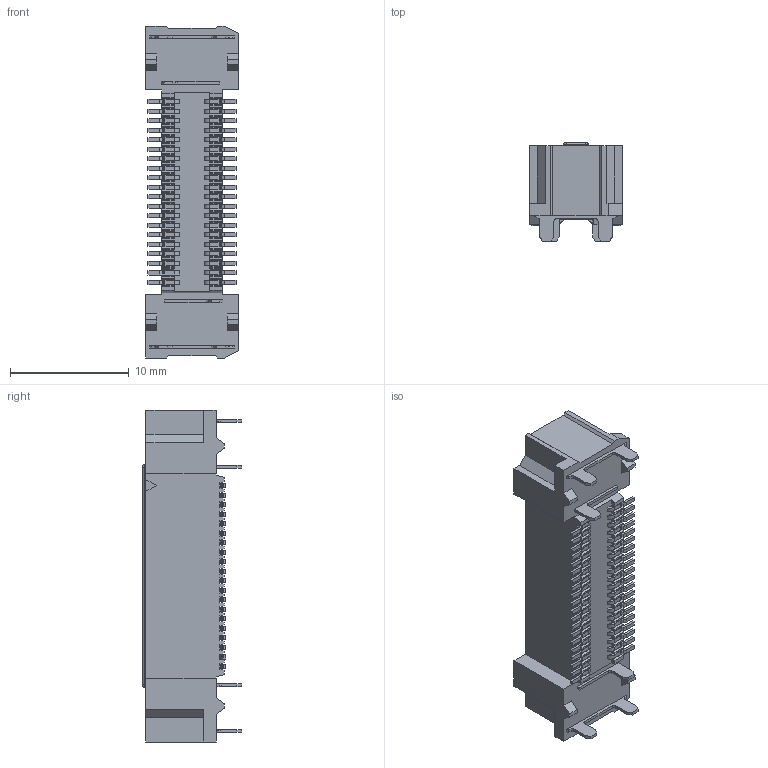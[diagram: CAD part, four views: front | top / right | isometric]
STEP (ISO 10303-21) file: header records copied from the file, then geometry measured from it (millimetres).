
FILE_DESCRIPTION(('CoCreate Modeling STEP Export'),'2;1');
FILE_NAME('FX18-40S-0.8SV10.stp','2014-09-30T12:53:04',(''),(''),'CoCreate Modeling STEP processor for AP214 (Solid Model)','CoCreate Modeling 17.0 01-Apr-2010 (C) Parametric Technology GmbH','');
FILE_SCHEMA(('AUTOMOTIVE_DESIGN { 1 0 10303 214 1 1 1 1 }'));
Length unit declared in the file: millimetre
Products named in the file (1): FX18-40S-0.8SV10
Bounding box: 7.8 x 8.35 x 27.9 mm (x, y, z)
Volume: 765.6 mm3; surface area: 1417.8 mm2
Topology: 1 solids, 1 shells, 1025 faces, 2905 edges, 1928 vertices
Faces by surface type: plane 759, cylinder 262, sphere 4
Entity records: 32349 total; most frequent: ORIENTED_EDGE 5802, CARTESIAN_POINT 5716, DIRECTION 5226, EDGE_CURVE 2901, VECTOR 2350, LINE 2350, VERTEX_POINT 1928, AXIS2_PLACEMENT_3D 1438
